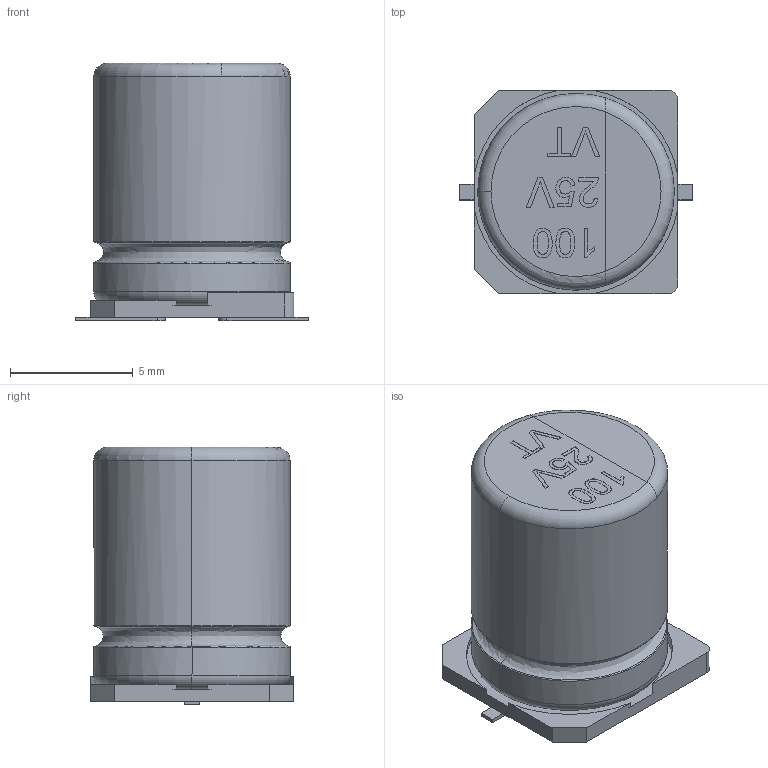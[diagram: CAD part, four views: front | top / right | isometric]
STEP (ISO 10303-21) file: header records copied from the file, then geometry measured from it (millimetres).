
FILE_DESCRIPTION (( 'STEP AP214' ), '1' );
FILE_NAME ('100uF 25V.STEP', '2022-12-16T11:27:56', ( '' ), ( '' ), 'SwSTEP 2.0', 'SolidWorks 2020', '' );
FILE_SCHEMA (( 'AUTOMOTIVE_DESIGN' ));
Length unit declared in the file: millimetre
Products named in the file (1): 100uF 25V
Bounding box: 9.5 x 8.3 x 10.51 mm (x, y, z)
Volume: 525.3 mm3; surface area: 442.3 mm2
Topology: 1 solids, 1 shells, 139 faces, 361 edges, 235 vertices
Faces by surface type: plane 72, bspline 50, cylinder 12, torus 5
Entity records: 7121 total; most frequent: CARTESIAN_POINT 3716, ORIENTED_EDGE 722, DIRECTION 467, EDGE_CURVE 361, VERTEX_POINT 235, VECTOR 227, LINE 227, EDGE_LOOP 150
